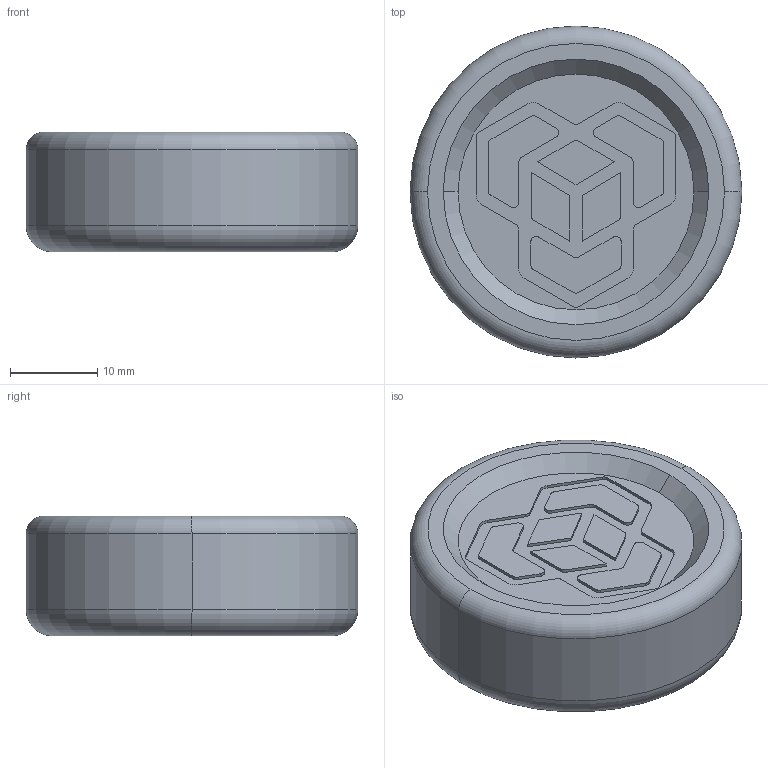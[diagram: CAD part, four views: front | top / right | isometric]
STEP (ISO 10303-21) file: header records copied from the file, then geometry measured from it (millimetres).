
FILE_DESCRIPTION (( 'STEP AP214' ), '1' );
FILE_NAME ('Trooper puck (3D).STEP', '2021-06-04T10:54:55', ( '' ), ( '' ), 'SwSTEP 2.0', 'SolidWorks 2016', '' );
FILE_SCHEMA (( 'AUTOMOTIVE_DESIGN' ));
Length unit declared in the file: millimetre
Products named in the file (2): Trooper puck (3D)
Bounding box: 38 x 38 x 13.7 mm (x, y, z)
Volume: 14050.8 mm3; surface area: 3785.9 mm2
Topology: 1 solids, 1 shells, 94 faces, 248 edges, 164 vertices
Faces by surface type: plane 52, cylinder 36, torus 4, cone 2
Entity records: 2973 total; most frequent: DIRECTION 524, CARTESIAN_POINT 508, ORIENTED_EDGE 496, EDGE_CURVE 248, AXIS2_PLACEMENT_3D 180, LINE 164, VECTOR 164, VERTEX_POINT 164
